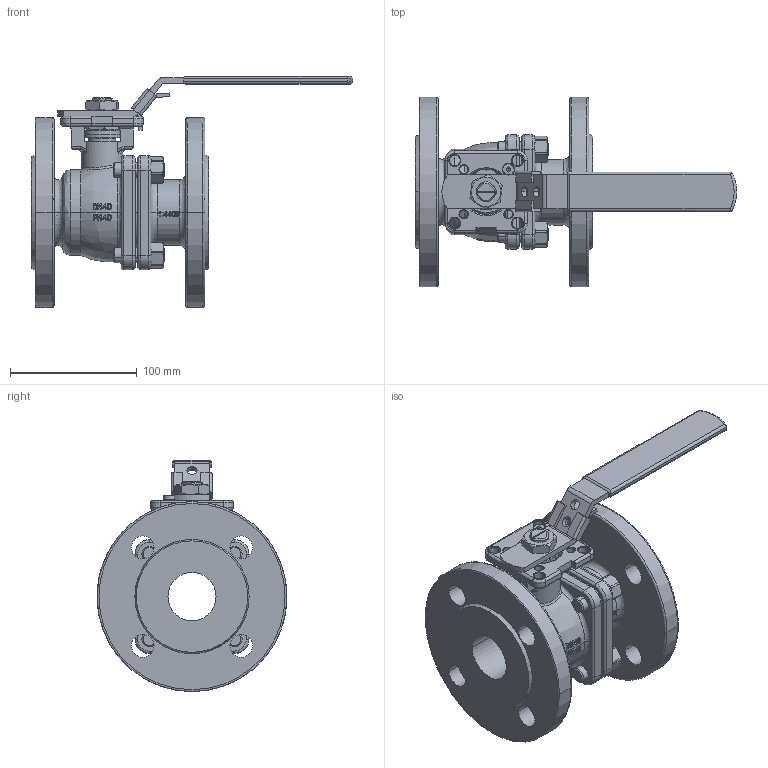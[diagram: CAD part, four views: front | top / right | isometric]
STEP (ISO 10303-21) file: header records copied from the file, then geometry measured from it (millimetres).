
FILE_DESCRIPTION (( 'STEP AP203' ), '1' );
FILE_NAME ('KV-L6N DN40.STEP', '2022-01-11T02:36:44', ( '' ), ( '' ), 'SwSTEP 2.0', 'SolidWorks 2013', '' );
FILE_SCHEMA (( 'CONFIG_CONTROL_DESIGN' ));
Length unit declared in the file: millimetre
Products named in the file (13): KV-L6N DN40; 評倛粟え; 跡鰍; 錨璃1; 方口垫圈; 錨璃5; M12-100503120010; 錨璃4; Hex lobular socket thread forming screws GB_GB_CROSS_SCREWS_TYPE142 M6X12-N; 滅侂菜え; Double end studs bm=1d GB_GB_FASTENER_BOLT_DESB1 A M12X28-N; Hex thin nuts Grades AB GB_GB_FASTENER_NUT_STNABTT M16X1.5-N; Hex thin nuts-Grades AB-Chamfered GB_GB_FASTENER_NUT_STNAB M6-N
Assembly tree (20 placements, depth 2):
  KV-L6N DN40
    錨璃1
    錨璃4
    錨璃5
    Hex thin nuts Grades AB GB_GB_FASTENER_NUT_STNABTT M16X1.5-N  x2
    Hex lobular socket thread forming screws GB_GB_CROSS_SCREWS_TYPE142 M6X12-N
    Hex thin nuts-Grades AB-Chamfered GB_GB_FASTENER_NUT_STNAB M6-N
    Double end studs bm=1d GB_GB_FASTENER_BOLT_DESB1 A M12X28-N  x4
    跡鰍
    評倛粟え  x2
    滅侂菜え
    方口垫圈
    M12-100503120010  x4
Bounding box: 253.78 x 150 x 182.5 mm (x, y, z)
Volume: 941475.3 mm3; surface area: 200055.3 mm2
Topology: 20 solids, 20 shells, 1146 faces, 2869 edges, 1815 vertices
Faces by surface type: plane 342, cylinder 303, bspline 279, cone 222
Entity records: 68084 total; most frequent: CARTESIAN_POINT 44779, ORIENTED_EDGE 4890, DIRECTION 3927, EDGE_CURVE 2445, VERTEX_POINT 1564, AXIS2_PLACEMENT_3D 1403, VECTOR 1121, LINE 1121
